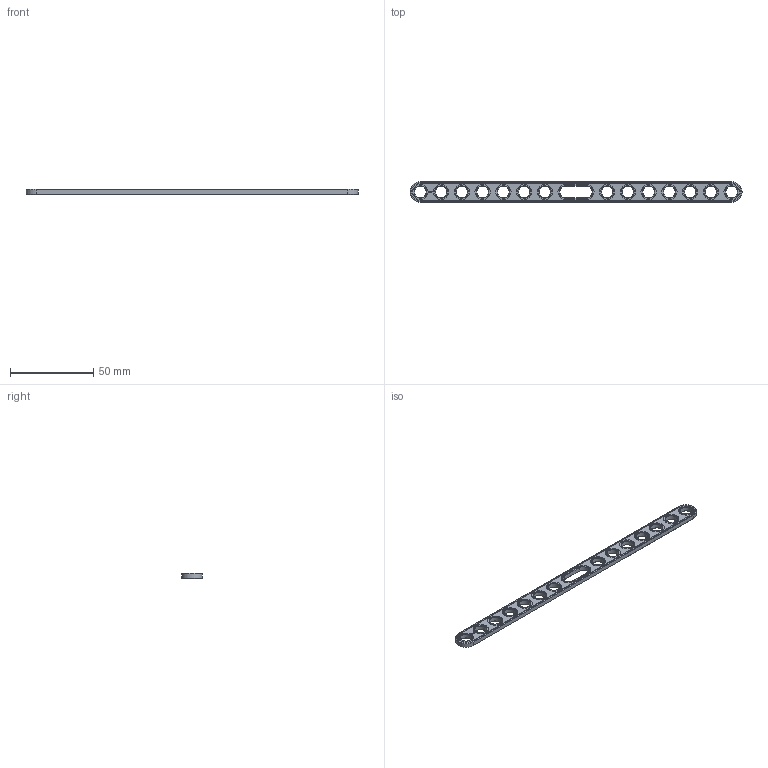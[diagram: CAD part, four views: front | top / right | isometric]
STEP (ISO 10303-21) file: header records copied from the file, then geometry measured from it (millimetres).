
FILE_DESCRIPTION(('FreeCAD Model'),'2;1');
FILE_NAME('Open CASCADE Shape Model','2021-03-08T23:35:13',( 'Paulo Kiefe'),('STEMFIE.org'),'Open CASCADE STEP processor 7.4', 'FreeCAD','Unknown');
FILE_SCHEMA(('AUTOMOTIVE_DESIGN { 1 0 10303 214 1 1 1 1 }'));
Length unit declared in the file: millimetre
Products named in the file (1): Brace_STR_SLT_CNT_ERR__BU16x01x00.25x02_-_SPN-BRC-0395_(stemfie.org)
Bounding box: 200 x 12.5 x 3.12 mm (x, y, z)
Volume: 5379.8 mm3; surface area: 5914.1 mm2
Topology: 1 solids, 1 shells, 651 faces, 1775 edges, 1175 vertices
Faces by surface type: plane 345, extrusion 234, cone 36, cylinder 36
Full cylindrical faces by diameter (mm): 7 x14, 9.2 x14
Entity records: 45372 total; most frequent: CARTESIAN_POINT 11561, DIRECTION 5328, VECTOR 4169, LINE 3935, ORIENTED_EDGE 3550, PCURVE 3550, DEFINITIONAL_REPRESENTATION 3550, EDGE_CURVE 1775
